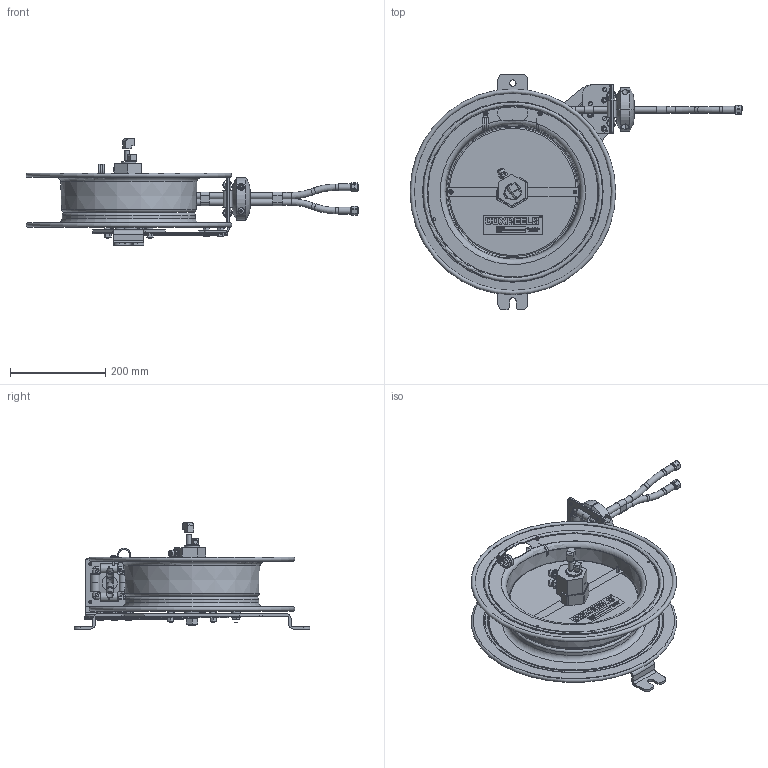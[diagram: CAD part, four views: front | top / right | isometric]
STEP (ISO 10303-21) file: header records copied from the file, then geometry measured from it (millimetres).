
FILE_DESCRIPTION(/* description */ (''),/* implementation_level */ '2;1');
FILE_NAME(/* name */ 'SG17W-150_SHARED.stp',/* time_stamp */ '2016-03-21T07:00:38-07:00',/* author */ ('JKusbel'),/* organization */ (''),/* preprocessor_version */ 'ST-DEVELOPER v15.6',/* originating_system */ 'Autodesk Inventor 2015',/* authorisation */ '');
FILE_SCHEMA (('AUTOMOTIVE_DESIGN { 1 0 10303 214 3 1 1 }'));
Length unit declared in the file: inch
Products named in the file (1): SG17W-150_SHARED
Bounding box: 697.05 x 495.3 x 222.66 mm (x, y, z)
Surface area: 880621 mm2 (no closed solid volume)
Topology: 0 solids, 179 shells, 523 faces, 3984 edges, 3565 vertices
Faces by surface type: plane 289, cylinder 141, torus 55, sphere 21, cone 13, bspline 4
Full cylindrical faces by diameter (mm): 4.75 x1, 4.826 x5, 7.112 x2, 8.636 x3, 8.733 x4, 8.89 x2, 10.312 x1, 11.557 x2, 13.081 x2, 13.492 x1, 13.494 x10, 14.287 x2, 14.605 x2, 19.05 x5, 31.674 x1, 35.052 x1, 39.624 x1
Entity records: 38774 total; most frequent: CARTESIAN_POINT 11665, DIRECTION 4566, ORIENTED_EDGE 4477, EDGE_CURVE 3861, VERTEX_POINT 3539, LINE 2062, VECTOR 2062, AXIS2_PLACEMENT_3D 1252
